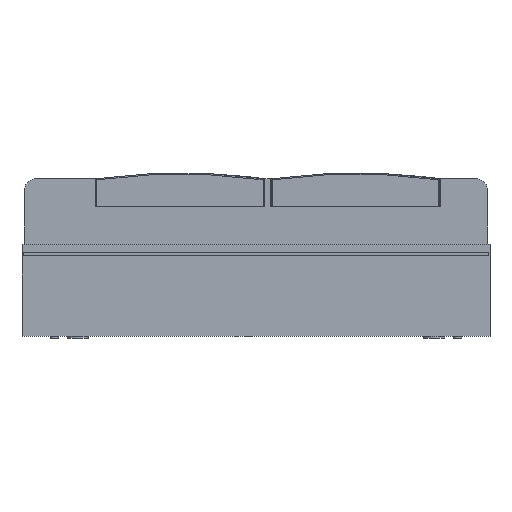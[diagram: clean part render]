
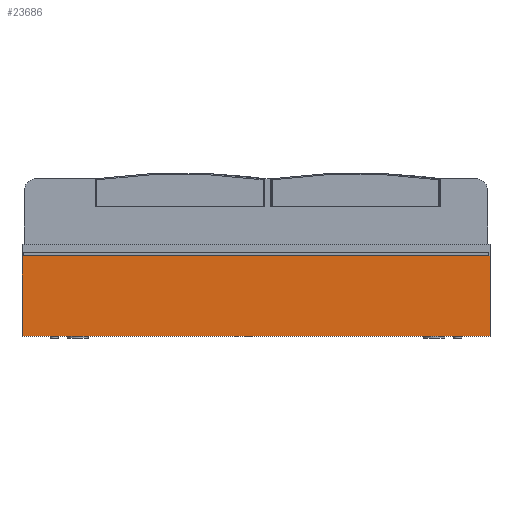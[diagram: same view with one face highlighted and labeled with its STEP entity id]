
A CAD part, left-side view. The second image highlights one B-rep face of the part: STEP entity #23686.
In plain terms, the highlighted planar face has unit normal (-1, 0, 0).
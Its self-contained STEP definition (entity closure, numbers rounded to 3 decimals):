
#325 = CARTESIAN_POINT ( 'NONE',  ( -163., 200., 0. ) ) ;
#590 = PLANE ( 'NONE',  #50589 ) ;
#798 = DIRECTION ( 'NONE',  ( 1., 0., 0. ) ) ;
#3822 = LINE ( 'NONE', #59029, #30462 ) ;
#4039 = VERTEX_POINT ( 'NONE', #46468 ) ;
#4053 = VECTOR ( 'NONE', #14675, 1000. ) ;
#11176 = VECTOR ( 'NONE', #50230, 1000. ) ;
#11338 = CARTESIAN_POINT ( 'NONE',  ( -163., 200., 0. ) ) ;
#11388 = CARTESIAN_POINT ( 'NONE',  ( -163., 200., 68.5 ) ) ;
#12894 = ORIENTED_EDGE ( 'NONE', *, *, #37553, .F. ) ;
#14466 = CARTESIAN_POINT ( 'NONE',  ( -163., -200., 71. ) ) ;
#14675 = DIRECTION ( 'NONE',  ( 0., 0., -1. ) ) ;
#23166 = FACE_OUTER_BOUND ( 'NONE', #55496, .T. ) ;
#23686 = ADVANCED_FACE ( 'NONE', ( #23166 ), #590, .F. ) ;
#24039 = ORIENTED_EDGE ( 'NONE', *, *, #52368, .F. ) ;
#24358 = ORIENTED_EDGE ( 'NONE', *, *, #39565, .T. ) ;
#26431 = DIRECTION ( 'NONE',  ( 0., -1., 0. ) ) ;
#29103 = LINE ( 'NONE', #14466, #4053 ) ;
#30244 = VECTOR ( 'NONE', #26431, 1000. ) ;
#30462 = VECTOR ( 'NONE', #39082, 1000. ) ;
#32065 = CARTESIAN_POINT ( 'NONE',  ( -163., 200., 68.5 ) ) ;
#33393 = LINE ( 'NONE', #11388, #30244 ) ;
#35840 = DIRECTION ( 'NONE',  ( 0., 1., 0. ) ) ;
#36347 = VERTEX_POINT ( 'NONE', #11338 ) ;
#37553 = EDGE_CURVE ( 'NONE', #39913, #53800, #33393, .T. ) ;
#39082 = DIRECTION ( 'NONE',  ( 0., 0., -1. ) ) ;
#39565 = EDGE_CURVE ( 'NONE', #39913, #36347, #3822, .T. ) ;
#39913 = VERTEX_POINT ( 'NONE', #32065 ) ;
#43945 = EDGE_CURVE ( 'NONE', #36347, #4039, #49477, .T. ) ;
#46468 = CARTESIAN_POINT ( 'NONE',  ( -163., -200., 0. ) ) ;
#49477 = LINE ( 'NONE', #325, #11176 ) ;
#50230 = DIRECTION ( 'NONE',  ( 0., -1., 0. ) ) ;
#50589 = AXIS2_PLACEMENT_3D ( 'NONE', #50721, #798, #35840 ) ;
#50721 = CARTESIAN_POINT ( 'NONE',  ( -163., 200., 71. ) ) ;
#51958 = ORIENTED_EDGE ( 'NONE', *, *, #43945, .T. ) ;
#52368 = EDGE_CURVE ( 'NONE', #53800, #4039, #29103, .T. ) ;
#53800 = VERTEX_POINT ( 'NONE', #54214 ) ;
#54214 = CARTESIAN_POINT ( 'NONE',  ( -163., -200., 68.5 ) ) ;
#55496 = EDGE_LOOP ( 'NONE', ( #12894, #24358, #51958, #24039 ) ) ;
#59029 = CARTESIAN_POINT ( 'NONE',  ( -163., 200., 71. ) ) ;
